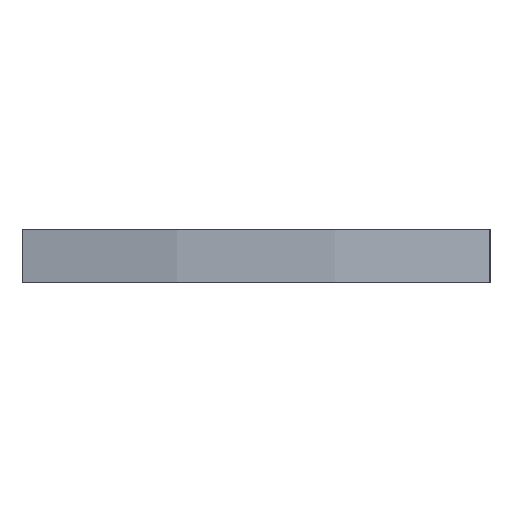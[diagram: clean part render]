
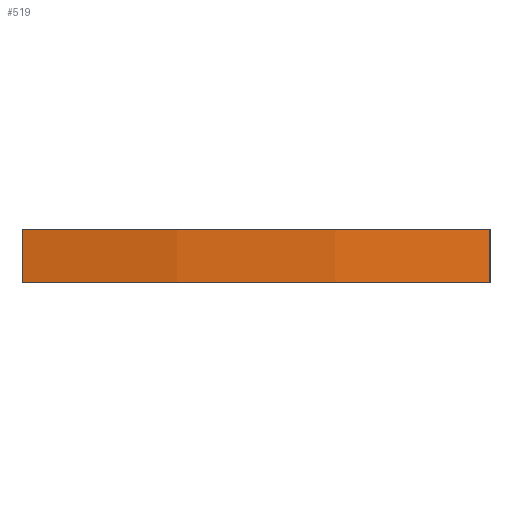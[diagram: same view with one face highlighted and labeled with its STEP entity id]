
A CAD part, left-side view. The second image highlights one B-rep face of the part: STEP entity #519.
In plain terms, the highlighted cylindrical face has radius 14.003 mm (diameter 28.006 mm), a partial arc.
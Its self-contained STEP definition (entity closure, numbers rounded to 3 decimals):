
#1=CARTESIAN_POINT('',(10.,0.,-0.003));
#2=DIRECTION('',(0.,0.,1.));
#3=DIRECTION('',(-0.968,0.25,0.));
#4=AXIS2_PLACEMENT_3D('',#1,#2,#3);
#111=CARTESIAN_POINT('',(10.,0.,0.803));
#112=DIRECTION('',(0.,0.,1.));
#113=DIRECTION('',(-0.968,0.25,0.));
#114=AXIS2_PLACEMENT_3D('',#111,#112,#113);
#221=DIRECTION('',(0.,0.,1.));
#222=VECTOR('',#221,0.807);
#223=CARTESIAN_POINT('',(-3.558,3.503,-0.003));
#224=LINE('',#223,#222);
#237=DIRECTION('',(0.,0.,1.));
#238=VECTOR('',#237,0.807);
#239=CARTESIAN_POINT('',(-3.558,-3.503,-0.003));
#240=LINE('',#239,#238);
#349=CARTESIAN_POINT('',(-3.558,3.503,-0.003));
#350=CARTESIAN_POINT('',(-3.558,-3.503,-0.003));
#351=VERTEX_POINT('',#349);
#352=VERTEX_POINT('',#350);
#353=CARTESIAN_POINT('',(-3.558,3.503,0.803));
#354=CARTESIAN_POINT('',(-3.558,-3.503,0.803));
#355=VERTEX_POINT('',#353);
#356=VERTEX_POINT('',#354);
#505=CARTESIAN_POINT('',(10.,0.,0.));
#506=DIRECTION('',(0.,0.,1.));
#507=DIRECTION('',(1.,0.,0.));
#508=AXIS2_PLACEMENT_3D('',#505,#506,#507);
#509=CYLINDRICAL_SURFACE('',#508,14.003);
#511=ORIENTED_EDGE('',*,*,#510,.T.);
#513=ORIENTED_EDGE('',*,*,#512,.F.);
#514=ORIENTED_EDGE('',*,*,#434,.F.);
#516=ORIENTED_EDGE('',*,*,#515,.T.);
#517=EDGE_LOOP('',(#511,#513,#514,#516));
#518=FACE_OUTER_BOUND('',#517,.F.);
#519=ADVANCED_FACE('',(#518),#509,.T.);
#5=CIRCLE('',#4,14.003);
#115=CIRCLE('',#114,14.003);
#434=EDGE_CURVE('',#351,#352,#5,.T.);
#510=EDGE_CURVE('',#355,#356,#115,.T.);
#512=EDGE_CURVE('',#352,#356,#240,.T.);
#515=EDGE_CURVE('',#351,#355,#224,.T.);
